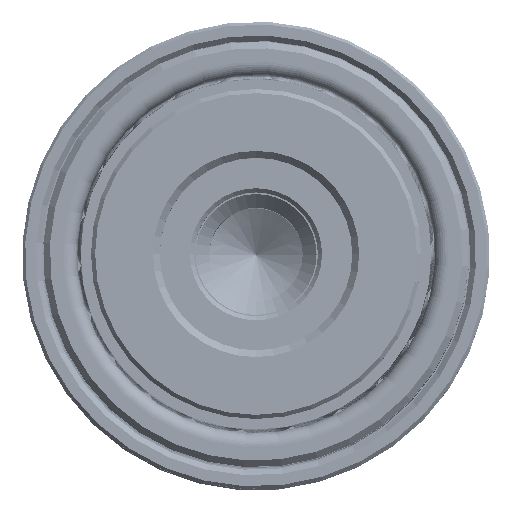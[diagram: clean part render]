
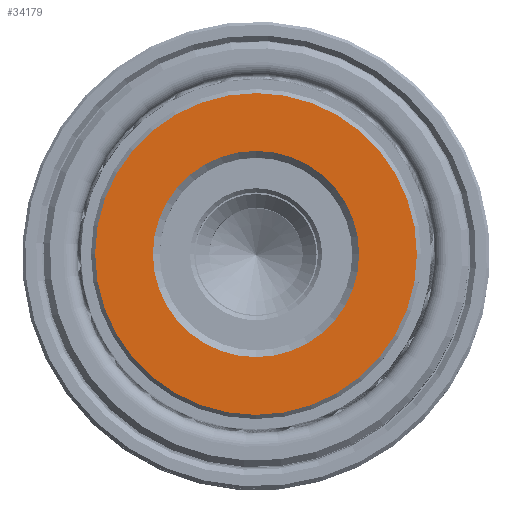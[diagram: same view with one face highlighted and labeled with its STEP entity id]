
A CAD part, top view. The second image highlights one B-rep face of the part: STEP entity #34179.
In plain terms, the highlighted face is planar.
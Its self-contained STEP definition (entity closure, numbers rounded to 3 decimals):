
#721 = EDGE_LOOP ( 'NONE', ( #27182, #39331 ) ) ;
#1230 = CARTESIAN_POINT ( 'NONE',  ( -11.7, 0., 0. ) ) ;
#1507 = DIRECTION ( 'NONE',  ( 0., 0., 1. ) ) ;
#1572 = EDGE_CURVE ( 'NONE', #2960, #4602, #22170, .T. ) ;
#2960 = VERTEX_POINT ( 'NONE', #25315 ) ;
#4602 = VERTEX_POINT ( 'NONE', #1230 ) ;
#5073 = DIRECTION ( 'NONE',  ( 0., 0., 1. ) ) ;
#6242 = CIRCLE ( 'NONE', #28481, 11.7 ) ;
#7938 = AXIS2_PLACEMENT_3D ( 'NONE', #14681, #5073, #27698 ) ;
#8487 = AXIS2_PLACEMENT_3D ( 'NONE', #27871, #8503, #31135 ) ;
#8503 = DIRECTION ( 'NONE',  ( 0., 0., 1. ) ) ;
#9978 = VERTEX_POINT ( 'NONE', #39470 ) ;
#10244 = CIRCLE ( 'NONE', #40242, 7.5 ) ;
#13079 = FACE_OUTER_BOUND ( 'NONE', #36258, .T. ) ;
#14272 = CARTESIAN_POINT ( 'NONE',  ( 0., 0., 0. ) ) ;
#14348 = DIRECTION ( 'NONE',  ( 0., 0., -1. ) ) ;
#14553 = EDGE_CURVE ( 'NONE', #31585, #9978, #10244, .T. ) ;
#14681 = CARTESIAN_POINT ( 'NONE',  ( 0., 0., 0. ) ) ;
#15386 = ORIENTED_EDGE ( 'NONE', *, *, #1572, .T. ) ;
#17534 = DIRECTION ( 'NONE',  ( 1., 0., 0. ) ) ;
#19856 = ORIENTED_EDGE ( 'NONE', *, *, #22101, .T. ) ;
#20649 = FACE_BOUND ( 'NONE', #721, .T. ) ;
#20831 = CARTESIAN_POINT ( 'NONE',  ( 0., 0., 0. ) ) ;
#22101 = EDGE_CURVE ( 'NONE', #4602, #2960, #6242, .T. ) ;
#22170 = CIRCLE ( 'NONE', #38343, 11.7 ) ;
#24094 = DIRECTION ( 'NONE',  ( 1., 0., 0. ) ) ;
#24157 = PLANE ( 'NONE',  #7938 ) ;
#25315 = CARTESIAN_POINT ( 'NONE',  ( 11.7, 0., 0. ) ) ;
#27182 = ORIENTED_EDGE ( 'NONE', *, *, #35467, .T. ) ;
#27698 = DIRECTION ( 'NONE',  ( 1., 0., 0. ) ) ;
#27871 = CARTESIAN_POINT ( 'NONE',  ( 0., 0., 0. ) ) ;
#27961 = CARTESIAN_POINT ( 'NONE',  ( 7.5, 0., 0. ) ) ;
#28481 = AXIS2_PLACEMENT_3D ( 'NONE', #14272, #36888, #17534 ) ;
#31135 = DIRECTION ( 'NONE',  ( 1., 0., 0. ) ) ;
#31585 = VERTEX_POINT ( 'NONE', #27961 ) ;
#32276 = CIRCLE ( 'NONE', #8487, 7.5 ) ;
#33726 = CARTESIAN_POINT ( 'NONE',  ( 0., 0., 0. ) ) ;
#34179 = ADVANCED_FACE ( 'NONE', ( #13079, #20649 ), #24157, .F. ) ;
#35467 = EDGE_CURVE ( 'NONE', #9978, #31585, #32276, .T. ) ;
#36258 = EDGE_LOOP ( 'NONE', ( #15386, #19856 ) ) ;
#36888 = DIRECTION ( 'NONE',  ( 0., 0., -1. ) ) ;
#36955 = DIRECTION ( 'NONE',  ( 1., 0., 0. ) ) ;
#38343 = AXIS2_PLACEMENT_3D ( 'NONE', #33726, #14348, #36955 ) ;
#39331 = ORIENTED_EDGE ( 'NONE', *, *, #14553, .T. ) ;
#39470 = CARTESIAN_POINT ( 'NONE',  ( -7.5, 0., 0. ) ) ;
#40242 = AXIS2_PLACEMENT_3D ( 'NONE', #20831, #1507, #24094 ) ;
